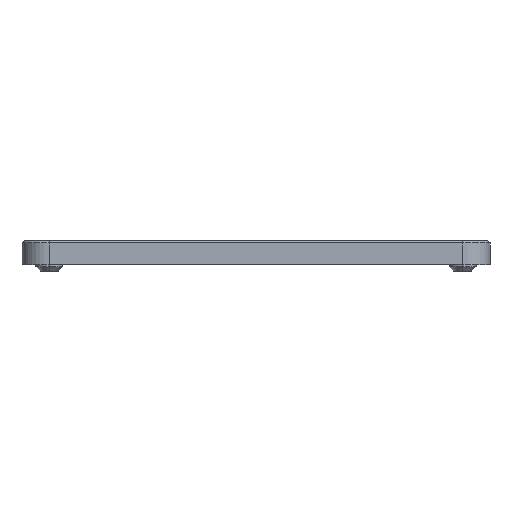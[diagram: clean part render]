
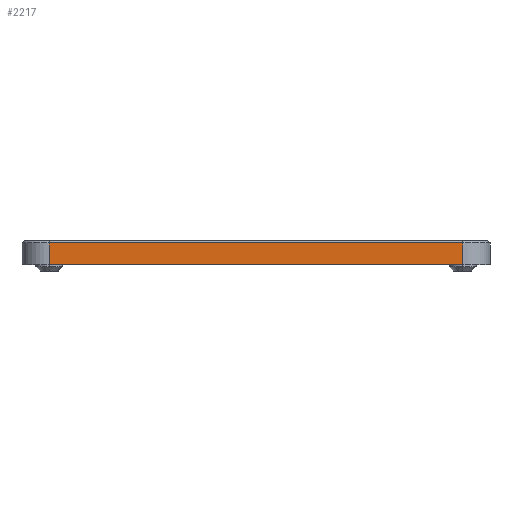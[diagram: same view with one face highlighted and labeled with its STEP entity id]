
A CAD part, left-side view. The second image highlights one B-rep face of the part: STEP entity #2217.
In plain terms, the highlighted planar face has unit normal (-1, 0, 0).
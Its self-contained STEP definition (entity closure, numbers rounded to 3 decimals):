
#11 = ORIENTED_EDGE ( 'NONE', *, *, #2251, .T. ) ;
#149 = DIRECTION ( 'NONE',  ( 0., 0., -1. ) ) ;
#227 = VECTOR ( 'NONE', #149, 1000. ) ;
#252 = CARTESIAN_POINT ( 'NONE',  ( -60., -38., 0. ) ) ;
#333 = VERTEX_POINT ( 'NONE', #3682 ) ;
#571 = CARTESIAN_POINT ( 'NONE',  ( -60., 38., 3.2 ) ) ;
#644 = LINE ( 'NONE', #252, #3727 ) ;
#648 = VERTEX_POINT ( 'NONE', #3723 ) ;
#949 = LINE ( 'NONE', #1908, #5412 ) ;
#958 = ORIENTED_EDGE ( 'NONE', *, *, #2511, .T. ) ;
#1012 = DIRECTION ( 'NONE',  ( 0., 1., 0. ) ) ;
#1060 = LINE ( 'NONE', #571, #5508 ) ;
#1064 = DIRECTION ( 'NONE',  ( -1., 0., 0. ) ) ;
#1874 = CARTESIAN_POINT ( 'NONE',  ( -60., -38., 3.2 ) ) ;
#1908 = CARTESIAN_POINT ( 'NONE',  ( -60., -38., -0.8 ) ) ;
#2217 = ADVANCED_FACE ( 'NONE', ( #2999 ), #3939, .T. ) ;
#2251 = EDGE_CURVE ( 'NONE', #648, #5026, #644, .T. ) ;
#2444 = DIRECTION ( 'NONE',  ( 0., 0., 1. ) ) ;
#2464 = EDGE_CURVE ( 'NONE', #5026, #2936, #1060, .T. ) ;
#2511 = EDGE_CURVE ( 'NONE', #2936, #333, #5222, .T. ) ;
#2921 = CARTESIAN_POINT ( 'NONE',  ( -60., 38., 3.2 ) ) ;
#2936 = VERTEX_POINT ( 'NONE', #2921 ) ;
#2994 = CARTESIAN_POINT ( 'NONE',  ( -60., 38., 0. ) ) ;
#2999 = FACE_OUTER_BOUND ( 'NONE', #5002, .T. ) ;
#3682 = CARTESIAN_POINT ( 'NONE',  ( -60., 38., -0.8 ) ) ;
#3723 = CARTESIAN_POINT ( 'NONE',  ( -60., -38., -0.8 ) ) ;
#3727 = VECTOR ( 'NONE', #3971, 1000. ) ;
#3785 = ORIENTED_EDGE ( 'NONE', *, *, #2464, .T. ) ;
#3939 = PLANE ( 'NONE',  #4020 ) ;
#3971 = DIRECTION ( 'NONE',  ( 0., 0., 1. ) ) ;
#4020 = AXIS2_PLACEMENT_3D ( 'NONE', #4867, #1064, #2444 ) ;
#4691 = ORIENTED_EDGE ( 'NONE', *, *, #5087, .F. ) ;
#4867 = CARTESIAN_POINT ( 'NONE',  ( -60., -43., 0. ) ) ;
#5002 = EDGE_LOOP ( 'NONE', ( #11, #3785, #958, #4691 ) ) ;
#5026 = VERTEX_POINT ( 'NONE', #1874 ) ;
#5087 = EDGE_CURVE ( 'NONE', #648, #333, #949, .T. ) ;
#5222 = LINE ( 'NONE', #2994, #227 ) ;
#5316 = DIRECTION ( 'NONE',  ( 0., 1., 0. ) ) ;
#5412 = VECTOR ( 'NONE', #1012, 1000. ) ;
#5508 = VECTOR ( 'NONE', #5316, 1000. ) ;
